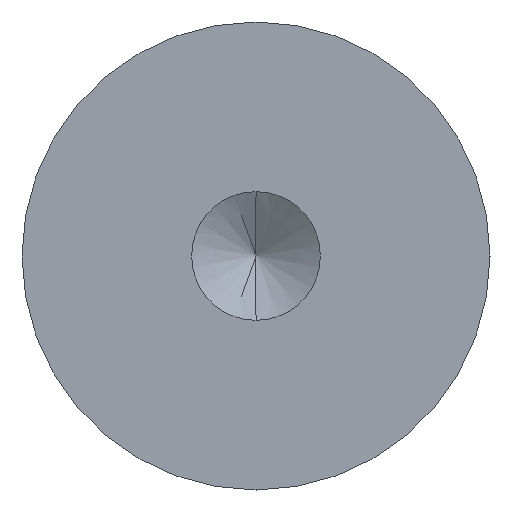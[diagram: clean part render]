
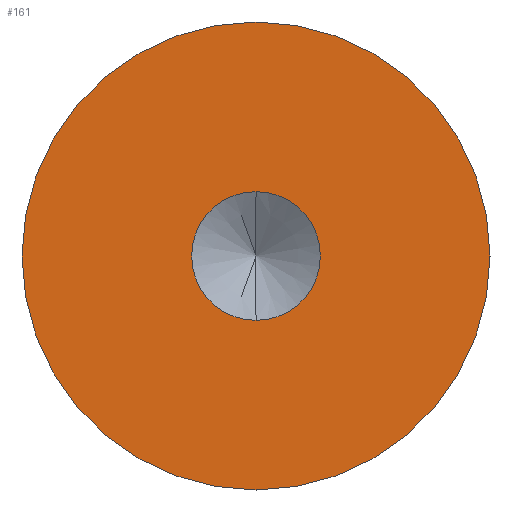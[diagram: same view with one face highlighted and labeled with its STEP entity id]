
A CAD part, front view. The second image highlights one B-rep face of the part: STEP entity #161.
In plain terms, the highlighted planar face has unit normal (0, -1, 0).
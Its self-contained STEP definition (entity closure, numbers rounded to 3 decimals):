
#5 = CARTESIAN_POINT ( 'NONE',  ( 0., 0., 0. ) ) ;
#7 = CIRCLE ( 'NONE', #179, 1.65 ) ;
#11 = DIRECTION ( 'NONE',  ( 0., -1., 0. ) ) ;
#24 = AXIS2_PLACEMENT_3D ( 'NONE', #5, #119, #322 ) ;
#49 = FACE_OUTER_BOUND ( 'NONE', #51, .T. ) ;
#50 = CARTESIAN_POINT ( 'NONE',  ( 0., 0., 6. ) ) ;
#51 = EDGE_LOOP ( 'NONE', ( #176, #299 ) ) ;
#52 = EDGE_LOOP ( 'NONE', ( #331, #356 ) ) ;
#73 = DIRECTION ( 'NONE',  ( 0., -1., 0. ) ) ;
#91 = VERTEX_POINT ( 'NONE', #338 ) ;
#103 = EDGE_CURVE ( 'NONE', #233, #339, #153, .T. ) ;
#108 = CIRCLE ( 'NONE', #24, 1.65 ) ;
#119 = DIRECTION ( 'NONE',  ( 0., -1., 0. ) ) ;
#124 = AXIS2_PLACEMENT_3D ( 'NONE', #195, #73, #256 ) ;
#133 = FACE_BOUND ( 'NONE', #52, .T. ) ;
#145 = DIRECTION ( 'NONE',  ( 0., 0., -1. ) ) ;
#149 = VERTEX_POINT ( 'NONE', #254 ) ;
#153 = CIRCLE ( 'NONE', #124, 6. ) ;
#161 = ADVANCED_FACE ( 'NONE', ( #133, #49 ), #317, .T. ) ;
#169 = CIRCLE ( 'NONE', #330, 6. ) ;
#173 = DIRECTION ( 'NONE',  ( 0., -1., 0. ) ) ;
#176 = ORIENTED_EDGE ( 'NONE', *, *, #355, .T. ) ;
#177 = EDGE_CURVE ( 'NONE', #91, #149, #7, .T. ) ;
#179 = AXIS2_PLACEMENT_3D ( 'NONE', #347, #200, #258 ) ;
#195 = CARTESIAN_POINT ( 'NONE',  ( 0., 0., 0. ) ) ;
#200 = DIRECTION ( 'NONE',  ( 0., -1., 0. ) ) ;
#206 = CARTESIAN_POINT ( 'NONE',  ( 0., 0., 0. ) ) ;
#212 = AXIS2_PLACEMENT_3D ( 'NONE', #316, #173, #373 ) ;
#233 = VERTEX_POINT ( 'NONE', #50 ) ;
#254 = CARTESIAN_POINT ( 'NONE',  ( 0., 0., 1.65 ) ) ;
#256 = DIRECTION ( 'NONE',  ( 0., 0., -1. ) ) ;
#258 = DIRECTION ( 'NONE',  ( 0., 0., -1. ) ) ;
#263 = CARTESIAN_POINT ( 'NONE',  ( 0., 0., -6. ) ) ;
#299 = ORIENTED_EDGE ( 'NONE', *, *, #103, .T. ) ;
#309 = EDGE_CURVE ( 'NONE', #149, #91, #108, .T. ) ;
#316 = CARTESIAN_POINT ( 'NONE',  ( 0., 0., 0. ) ) ;
#317 = PLANE ( 'NONE',  #212 ) ;
#322 = DIRECTION ( 'NONE',  ( 0., 0., -1. ) ) ;
#330 = AXIS2_PLACEMENT_3D ( 'NONE', #206, #11, #145 ) ;
#331 = ORIENTED_EDGE ( 'NONE', *, *, #177, .F. ) ;
#338 = CARTESIAN_POINT ( 'NONE',  ( 0., 0., -1.65 ) ) ;
#339 = VERTEX_POINT ( 'NONE', #263 ) ;
#347 = CARTESIAN_POINT ( 'NONE',  ( 0., 0., 0. ) ) ;
#355 = EDGE_CURVE ( 'NONE', #339, #233, #169, .T. ) ;
#356 = ORIENTED_EDGE ( 'NONE', *, *, #309, .F. ) ;
#373 = DIRECTION ( 'NONE',  ( 0., 0., -1. ) ) ;
